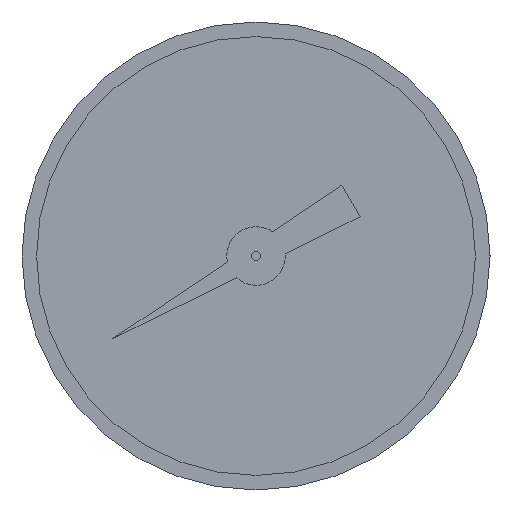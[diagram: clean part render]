
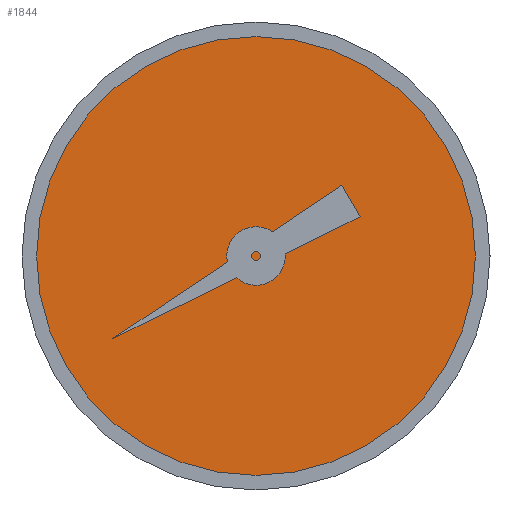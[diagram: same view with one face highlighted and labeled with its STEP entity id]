
A CAD part, left-side view. The second image highlights one B-rep face of the part: STEP entity #1844.
In plain terms, the highlighted planar face has unit normal (-1, 0, 0).
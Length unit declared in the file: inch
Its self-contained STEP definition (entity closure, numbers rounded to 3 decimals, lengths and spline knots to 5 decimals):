
#1714=CARTESIAN_POINT('',(-1.6285,0.,-0.8));
#1715=VERTEX_POINT('',#1714);
#1731=CARTESIAN_POINT('',(-1.6285,0.,0.8));
#1732=VERTEX_POINT('',#1731);
#1739=CARTESIAN_POINT('',(-1.6285,0.,0.));
#1740=DIRECTION('',(-1.0,0.0,0.0));
#1741=DIRECTION('',(0.0,0.0,-1.0));
#1742=AXIS2_PLACEMENT_3D('',#1739,#1740,#1741);
#1743=CIRCLE('',#1742,0.8);
#1744=EDGE_CURVE('',#1715,#1732,#1743,.T.);
#1813=CARTESIAN_POINT('',(-1.6285,0.,0.));
#1814=DIRECTION('',(-1.0,0.0,0.0));
#1815=DIRECTION('',(0.0,0.0,-1.0));
#1816=AXIS2_PLACEMENT_3D('',#1813,#1814,#1815);
#1817=CIRCLE('',#1816,0.8);
#1818=EDGE_CURVE('',#1732,#1715,#1817,.T.);
#1835=CARTESIAN_POINT('',(-1.6285,0.,0.));
#1836=DIRECTION('',(-1.0,0.0,0.0));
#1837=DIRECTION('',(0.0,0.0,-1.0));
#1838=AXIS2_PLACEMENT_3D('',#1835,#1836,#1837);
#1839=PLANE('',#1838);
#1840=ORIENTED_EDGE('',*,*,#1744,.T.);
#1841=ORIENTED_EDGE('',*,*,#1818,.T.);
#1842=EDGE_LOOP('',(#1840,#1841));
#1843=FACE_OUTER_BOUND('',#1842,.T.);
#1844=ADVANCED_FACE('',(#1843),#1839,.T.);
